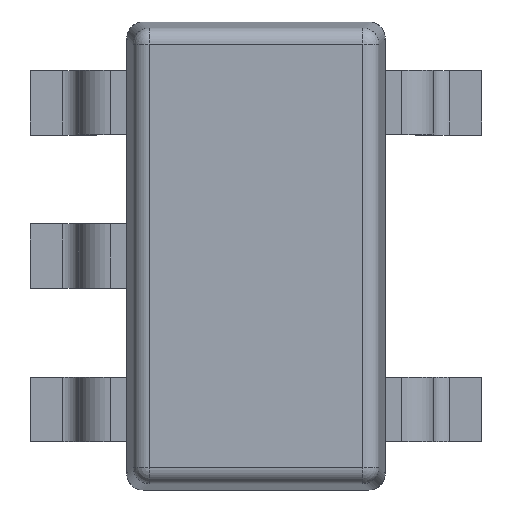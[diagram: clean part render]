
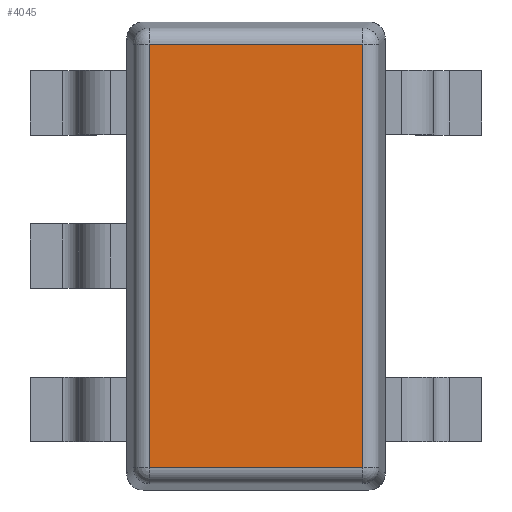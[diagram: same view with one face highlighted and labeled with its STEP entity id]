
A CAD part, top view. The second image highlights one B-rep face of the part: STEP entity #4045.
In plain terms, the highlighted planar face has unit normal (0, 0, 1).
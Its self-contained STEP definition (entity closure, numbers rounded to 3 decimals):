
#2949 = CYLINDRICAL_SURFACE('',#2950,0.1);
#2950 = AXIS2_PLACEMENT_3D('',#2951,#2952,#2953);
#2951 = CARTESIAN_POINT('',(0.137,0.047,1.));
#2952 = DIRECTION('',(0.,1.,-0.));
#2953 = DIRECTION('',(-0.995,0.,0.105));
#3598 = VERTEX_POINT('',#3599);
#3599 = CARTESIAN_POINT('',(0.137,0.137,1.1));
#3619 = EDGE_CURVE('',#3598,#3620,#3622,.T.);
#3620 = VERTEX_POINT('',#3621);
#3621 = CARTESIAN_POINT('',(0.137,2.763,1.1));
#3622 = SURFACE_CURVE('',#3623,(#3627,#3634),.PCURVE_S1.);
#3623 = LINE('',#3624,#3625);
#3624 = CARTESIAN_POINT('',(0.137,0.047,1.1));
#3625 = VECTOR('',#3626,1.);
#3626 = DIRECTION('',(0.,1.,-0.));
#3627 = PCURVE('',#2949,#3628);
#3628 = DEFINITIONAL_REPRESENTATION('',(#3629),#3633);
#3629 = LINE('',#3630,#3631);
#3630 = CARTESIAN_POINT('',(1.466,0.));
#3631 = VECTOR('',#3632,1.);
#3632 = DIRECTION('',(0.,1.));
#3633 = ( GEOMETRIC_REPRESENTATION_CONTEXT(2) 
PARAMETRIC_REPRESENTATION_CONTEXT() REPRESENTATION_CONTEXT('2D SPACE',''
  ) );
#3634 = PCURVE('',#3635,#3640);
#3635 = PLANE('',#3636);
#3636 = AXIS2_PLACEMENT_3D('',#3637,#3638,#3639);
#3637 = CARTESIAN_POINT('',(0.,0.,1.1));
#3638 = DIRECTION('',(0.,0.,1.));
#3639 = DIRECTION('',(1.,0.,-0.));
#3640 = DEFINITIONAL_REPRESENTATION('',(#3641),#3645);
#3641 = LINE('',#3642,#3643);
#3642 = CARTESIAN_POINT('',(0.137,0.047));
#3643 = VECTOR('',#3644,1.);
#3644 = DIRECTION('',(0.,1.));
#3645 = ( GEOMETRIC_REPRESENTATION_CONTEXT(2) 
PARAMETRIC_REPRESENTATION_CONTEXT() REPRESENTATION_CONTEXT('2D SPACE',''
  ) );
#3815 = CYLINDRICAL_SURFACE('',#3816,0.1);
#3816 = AXIS2_PLACEMENT_3D('',#3817,#3818,#3819);
#3817 = CARTESIAN_POINT('',(0.047,2.763,1.));
#3818 = DIRECTION('',(1.,0.,0.));
#3819 = DIRECTION('',(-0.,0.995,0.105));
#3988 = CYLINDRICAL_SURFACE('',#3989,0.1);
#3989 = AXIS2_PLACEMENT_3D('',#3990,#3991,#3992);
#3990 = CARTESIAN_POINT('',(0.047,0.137,1.));
#3991 = DIRECTION('',(1.,-0.,0.));
#3992 = DIRECTION('',(-0.,-0.995,0.105));
#4045 = ADVANCED_FACE('',(#4046),#3635,.T.);
#4046 = FACE_BOUND('',#4047,.T.);
#4047 = EDGE_LOOP('',(#4048,#4049,#4072,#4100));
#4048 = ORIENTED_EDGE('',*,*,#3619,.F.);
#4049 = ORIENTED_EDGE('',*,*,#4050,.T.);
#4050 = EDGE_CURVE('',#3598,#4051,#4053,.T.);
#4051 = VERTEX_POINT('',#4052);
#4052 = CARTESIAN_POINT('',(1.463,0.137,1.1));
#4053 = SURFACE_CURVE('',#4054,(#4058,#4065),.PCURVE_S1.);
#4054 = LINE('',#4055,#4056);
#4055 = CARTESIAN_POINT('',(0.047,0.137,1.1));
#4056 = VECTOR('',#4057,1.);
#4057 = DIRECTION('',(1.,-0.,0.));
#4058 = PCURVE('',#3635,#4059);
#4059 = DEFINITIONAL_REPRESENTATION('',(#4060),#4064);
#4060 = LINE('',#4061,#4062);
#4061 = CARTESIAN_POINT('',(0.047,0.137));
#4062 = VECTOR('',#4063,1.);
#4063 = DIRECTION('',(1.,0.));
#4064 = ( GEOMETRIC_REPRESENTATION_CONTEXT(2) 
PARAMETRIC_REPRESENTATION_CONTEXT() REPRESENTATION_CONTEXT('2D SPACE',''
  ) );
#4065 = PCURVE('',#3988,#4066);
#4066 = DEFINITIONAL_REPRESENTATION('',(#4067),#4071);
#4067 = LINE('',#4068,#4069);
#4068 = CARTESIAN_POINT('',(-1.466,0.));
#4069 = VECTOR('',#4070,1.);
#4070 = DIRECTION('',(-0.,1.));
#4071 = ( GEOMETRIC_REPRESENTATION_CONTEXT(2) 
PARAMETRIC_REPRESENTATION_CONTEXT() REPRESENTATION_CONTEXT('2D SPACE',''
  ) );
#4072 = ORIENTED_EDGE('',*,*,#4073,.T.);
#4073 = EDGE_CURVE('',#4051,#4074,#4076,.T.);
#4074 = VERTEX_POINT('',#4075);
#4075 = CARTESIAN_POINT('',(1.463,2.763,1.1));
#4076 = SURFACE_CURVE('',#4077,(#4081,#4088),.PCURVE_S1.);
#4077 = LINE('',#4078,#4079);
#4078 = CARTESIAN_POINT('',(1.463,0.047,1.1));
#4079 = VECTOR('',#4080,1.);
#4080 = DIRECTION('',(0.,1.,-0.));
#4081 = PCURVE('',#3635,#4082);
#4082 = DEFINITIONAL_REPRESENTATION('',(#4083),#4087);
#4083 = LINE('',#4084,#4085);
#4084 = CARTESIAN_POINT('',(1.463,0.047));
#4085 = VECTOR('',#4086,1.);
#4086 = DIRECTION('',(0.,1.));
#4087 = ( GEOMETRIC_REPRESENTATION_CONTEXT(2) 
PARAMETRIC_REPRESENTATION_CONTEXT() REPRESENTATION_CONTEXT('2D SPACE',''
  ) );
#4088 = PCURVE('',#4089,#4094);
#4089 = CYLINDRICAL_SURFACE('',#4090,0.1);
#4090 = AXIS2_PLACEMENT_3D('',#4091,#4092,#4093);
#4091 = CARTESIAN_POINT('',(1.463,0.047,1.));
#4092 = DIRECTION('',(0.,1.,-0.));
#4093 = DIRECTION('',(0.,0.,1.));
#4094 = DEFINITIONAL_REPRESENTATION('',(#4095),#4099);
#4095 = LINE('',#4096,#4097);
#4096 = CARTESIAN_POINT('',(0.,0.));
#4097 = VECTOR('',#4098,1.);
#4098 = DIRECTION('',(0.,1.));
#4099 = ( GEOMETRIC_REPRESENTATION_CONTEXT(2) 
PARAMETRIC_REPRESENTATION_CONTEXT() REPRESENTATION_CONTEXT('2D SPACE',''
  ) );
#4100 = ORIENTED_EDGE('',*,*,#4101,.F.);
#4101 = EDGE_CURVE('',#3620,#4074,#4102,.T.);
#4102 = SURFACE_CURVE('',#4103,(#4107,#4114),.PCURVE_S1.);
#4103 = LINE('',#4104,#4105);
#4104 = CARTESIAN_POINT('',(0.047,2.763,1.1));
#4105 = VECTOR('',#4106,1.);
#4106 = DIRECTION('',(1.,0.,0.));
#4107 = PCURVE('',#3635,#4108);
#4108 = DEFINITIONAL_REPRESENTATION('',(#4109),#4113);
#4109 = LINE('',#4110,#4111);
#4110 = CARTESIAN_POINT('',(0.047,2.763));
#4111 = VECTOR('',#4112,1.);
#4112 = DIRECTION('',(1.,0.));
#4113 = ( GEOMETRIC_REPRESENTATION_CONTEXT(2) 
PARAMETRIC_REPRESENTATION_CONTEXT() REPRESENTATION_CONTEXT('2D SPACE',''
  ) );
#4114 = PCURVE('',#3815,#4115);
#4115 = DEFINITIONAL_REPRESENTATION('',(#4116),#4120);
#4116 = LINE('',#4117,#4118);
#4117 = CARTESIAN_POINT('',(1.466,0.));
#4118 = VECTOR('',#4119,1.);
#4119 = DIRECTION('',(0.,1.));
#4120 = ( GEOMETRIC_REPRESENTATION_CONTEXT(2) 
PARAMETRIC_REPRESENTATION_CONTEXT() REPRESENTATION_CONTEXT('2D SPACE',''
  ) );
